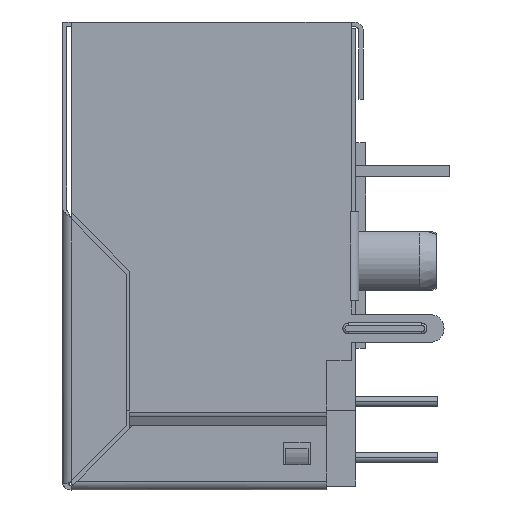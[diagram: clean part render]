
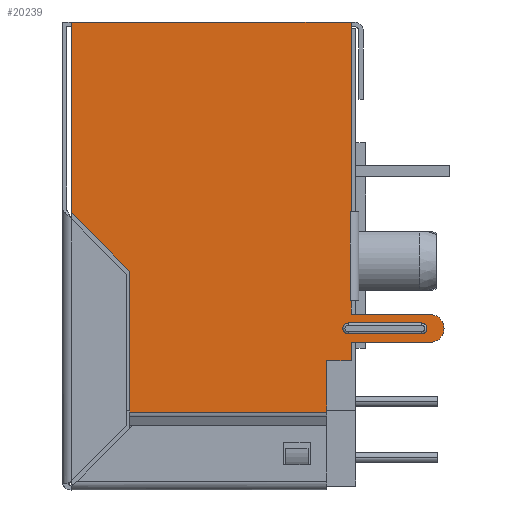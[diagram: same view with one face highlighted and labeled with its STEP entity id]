
A CAD part, left-side view. The second image highlights one B-rep face of the part: STEP entity #20239.
In plain terms, the highlighted planar face has unit normal (-1, 0, 0).
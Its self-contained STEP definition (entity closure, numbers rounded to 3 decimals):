
#18265=DIRECTION('',(0.,0.,1.));
#18266=VECTOR('',#18265,8.617);
#18267=CARTESIAN_POINT('',(-14.92,6.425,2.018));
#18268=LINE('',#18267,#18266);
#18339=DIRECTION('',(0.,-1.,0.));
#18340=VECTOR('',#18339,8.909);
#18341=CARTESIAN_POINT('',(-14.92,3.784,-6.99));
#18342=LINE('',#18341,#18340);
#18347=CARTESIAN_POINT('',(-14.92,-6.259,-1.94));
#18348=CARTESIAN_POINT('',(-14.92,-6.255,-1.968));
#18349=CARTESIAN_POINT('',(-14.92,-6.248,-2.023));
#18350=CARTESIAN_POINT('',(-14.92,-6.236,-2.106));
#18351=CARTESIAN_POINT('',(-14.92,-6.229,-2.162));
#18352=CARTESIAN_POINT('',(-14.92,-6.225,-2.19));
#18354=CARTESIAN_POINT('',(-14.92,-9.8,-3.215));
#18355=DIRECTION('',(1.,0.,0.));
#18356=DIRECTION('',(0.,0.,1.));
#18357=AXIS2_PLACEMENT_3D('',#18354,#18355,#18356);
#18359=DIRECTION('',(0.,0.,-1.));
#18360=VECTOR('',#18359,2.305);
#18361=CARTESIAN_POINT('',(-14.92,-5.125,-4.685));
#18362=LINE('',#18361,#18360);
#18363=DIRECTION('',(0.,0.,1.));
#18364=VECTOR('',#18363,6.366);
#18365=CARTESIAN_POINT('',(-14.92,3.784,-6.99));
#18366=LINE('',#18365,#18364);
#18367=DIRECTION('',(0.,0.707,0.707));
#18368=VECTOR('',#18367,3.736);
#18369=CARTESIAN_POINT('',(-14.92,3.784,-0.624));
#18370=LINE('',#18369,#18368);
#18371=CARTESIAN_POINT('',(-14.92,-6.225,2.305));
#18372=CARTESIAN_POINT('',(-14.92,-6.229,2.277));
#18373=CARTESIAN_POINT('',(-14.92,-6.236,2.221));
#18374=CARTESIAN_POINT('',(-14.92,-6.248,2.138));
#18375=CARTESIAN_POINT('',(-14.92,-6.255,2.083));
#18376=CARTESIAN_POINT('',(-14.92,-6.259,2.055));
#18378=CARTESIAN_POINT('',(-14.92,-6.095,-3.215));
#18379=DIRECTION('',(-1.,0.,0.));
#18380=DIRECTION('',(0.,0.,1.));
#18381=AXIS2_PLACEMENT_3D('',#18378,#18379,#18380);
#18383=CARTESIAN_POINT('',(-14.92,-9.395,-3.215));
#18384=DIRECTION('',(-1.,0.,0.));
#18385=DIRECTION('',(0.,0.,-1.));
#18386=AXIS2_PLACEMENT_3D('',#18383,#18384,#18385);
#18388=DIRECTION('',(0.,0.,1.));
#18389=VECTOR('',#18388,3.995);
#18390=CARTESIAN_POINT('',(-14.92,-6.175,-1.94));
#18391=LINE('',#18390,#18389);
#18453=DIRECTION('',(0.,-1.,0.));
#18454=VECTOR('',#18453,0.084);
#18455=CARTESIAN_POINT('',(-14.92,-6.175,2.055));
#18456=LINE('',#18455,#18454);
#18470=DIRECTION('',(0.,0.,1.));
#18471=VECTOR('',#18470,8.33);
#18472=CARTESIAN_POINT('',(-14.92,-6.225,2.305));
#18473=LINE('',#18472,#18471);
#18568=DIRECTION('',(0.,-1.,0.));
#18569=VECTOR('',#18568,12.65);
#18570=CARTESIAN_POINT('',(-14.92,6.425,10.635));
#18571=LINE('',#18570,#18569);
#19308=DIRECTION('',(0.,-1.,0.));
#19309=VECTOR('',#19308,0.084);
#19310=CARTESIAN_POINT('',(-14.92,-6.175,-1.94));
#19311=LINE('',#19310,#19309);
#19321=DIRECTION('',(0.,0.,1.));
#19322=VECTOR('',#19321,0.4);
#19323=CARTESIAN_POINT('',(-14.92,-6.225,-2.59));
#19324=LINE('',#19323,#19322);
#19325=DIRECTION('',(0.,-1.,0.));
#19326=VECTOR('',#19325,3.575);
#19327=CARTESIAN_POINT('',(-14.92,-6.225,-2.59));
#19328=LINE('',#19327,#19326);
#19345=DIRECTION('',(0.,-1.,0.));
#19346=VECTOR('',#19345,3.575);
#19347=CARTESIAN_POINT('',(-14.92,-6.225,-3.84));
#19348=LINE('',#19347,#19346);
#19361=DIRECTION('',(0.,0.,1.));
#19362=VECTOR('',#19361,0.845);
#19363=CARTESIAN_POINT('',(-14.92,-6.225,-4.685));
#19364=LINE('',#19363,#19362);
#19365=DIRECTION('',(0.,-1.,0.));
#19366=VECTOR('',#19365,1.1);
#19367=CARTESIAN_POINT('',(-14.92,-5.125,-4.685));
#19368=LINE('',#19367,#19366);
#19561=DIRECTION('',(0.,-1.,0.));
#19562=VECTOR('',#19561,3.3);
#19563=CARTESIAN_POINT('',(-14.92,-6.095,-2.965));
#19564=LINE('',#19563,#19562);
#19589=DIRECTION('',(0.,1.,0.));
#19590=VECTOR('',#19589,3.3);
#19591=CARTESIAN_POINT('',(-14.92,-9.395,-3.465));
#19592=LINE('',#19591,#19590);
#19665=CARTESIAN_POINT('',(-14.92,6.425,10.635));
#19666=VERTEX_POINT('',#19665);
#19667=CARTESIAN_POINT('',(-14.92,6.425,2.018));
#19668=VERTEX_POINT('',#19667);
#19716=CARTESIAN_POINT('',(-14.92,-5.125,-6.99));
#19718=VERTEX_POINT('',#19716);
#19729=CARTESIAN_POINT('',(-14.92,-5.125,-4.685));
#19730=VERTEX_POINT('',#19729);
#19732=CARTESIAN_POINT('',(-14.92,3.784,-6.99));
#19734=VERTEX_POINT('',#19732);
#19745=CARTESIAN_POINT('',(-14.92,3.784,-0.624));
#19746=VERTEX_POINT('',#19745);
#19747=CARTESIAN_POINT('',(-14.92,-6.175,-1.94));
#19748=CARTESIAN_POINT('',(-14.92,-6.175,2.055));
#19749=VERTEX_POINT('',#19747);
#19750=VERTEX_POINT('',#19748);
#19751=CARTESIAN_POINT('',(-14.92,-6.259,2.055));
#19752=VERTEX_POINT('',#19751);
#19753=VERTEX_POINT('',#18371);
#19754=CARTESIAN_POINT('',(-14.92,-6.225,10.635));
#19755=VERTEX_POINT('',#19754);
#19756=CARTESIAN_POINT('',(-14.92,-6.225,-4.685));
#19757=VERTEX_POINT('',#19756);
#19758=CARTESIAN_POINT('',(-14.92,-6.225,-3.84));
#19759=VERTEX_POINT('',#19758);
#19760=CARTESIAN_POINT('',(-14.92,-9.8,-3.84));
#19761=VERTEX_POINT('',#19760);
#19762=CARTESIAN_POINT('',(-14.92,-9.8,-2.59));
#19763=VERTEX_POINT('',#19762);
#19764=CARTESIAN_POINT('',(-14.92,-6.225,-2.59));
#19765=VERTEX_POINT('',#19764);
#19766=CARTESIAN_POINT('',(-14.92,-6.225,-2.19));
#19767=VERTEX_POINT('',#19766);
#19768=VERTEX_POINT('',#18347);
#19769=CARTESIAN_POINT('',(-14.92,-6.095,-2.965));
#19770=CARTESIAN_POINT('',(-14.92,-9.395,-2.965));
#19771=VERTEX_POINT('',#19769);
#19772=VERTEX_POINT('',#19770);
#19773=CARTESIAN_POINT('',(-14.92,-9.395,-3.465));
#19774=VERTEX_POINT('',#19773);
#19775=CARTESIAN_POINT('',(-14.92,-6.095,-3.465));
#19776=VERTEX_POINT('',#19775);
#20189=CARTESIAN_POINT('',(-14.92,-2.001,1.822));
#20190=DIRECTION('',(1.,0.,0.));
#20191=DIRECTION('',(0.,0.,-1.));
#20192=AXIS2_PLACEMENT_3D('',#20189,#20190,#20191);
#20193=PLANE('',#20192);
#20195=ORIENTED_EDGE('',*,*,#20194,.F.);
#20197=ORIENTED_EDGE('',*,*,#20196,.T.);
#20199=ORIENTED_EDGE('',*,*,#20198,.T.);
#20201=ORIENTED_EDGE('',*,*,#20200,.F.);
#20203=ORIENTED_EDGE('',*,*,#20202,.T.);
#20205=ORIENTED_EDGE('',*,*,#20204,.T.);
#20207=ORIENTED_EDGE('',*,*,#20206,.F.);
#20209=ORIENTED_EDGE('',*,*,#20208,.F.);
#20211=ORIENTED_EDGE('',*,*,#20210,.F.);
#20213=ORIENTED_EDGE('',*,*,#20212,.T.);
#20214=ORIENTED_EDGE('',*,*,#20180,.F.);
#20215=ORIENTED_EDGE('',*,*,#20169,.T.);
#20217=ORIENTED_EDGE('',*,*,#20216,.T.);
#20218=ORIENTED_EDGE('',*,*,#20055,.T.);
#20220=ORIENTED_EDGE('',*,*,#20219,.T.);
#20222=ORIENTED_EDGE('',*,*,#20221,.F.);
#20224=ORIENTED_EDGE('',*,*,#20223,.T.);
#20226=ORIENTED_EDGE('',*,*,#20225,.F.);
#20227=EDGE_LOOP('',(#20195,#20197,#20199,#20201,#20203,#20205,#20207,#20209,
#20211,#20213,#20214,#20215,#20217,#20218,#20220,#20222,#20224,#20226));
#20228=FACE_OUTER_BOUND('',#20227,.F.);
#20230=ORIENTED_EDGE('',*,*,#20229,.F.);
#20232=ORIENTED_EDGE('',*,*,#20231,.T.);
#20234=ORIENTED_EDGE('',*,*,#20233,.F.);
#20236=ORIENTED_EDGE('',*,*,#20235,.T.);
#20237=EDGE_LOOP('',(#20230,#20232,#20234,#20236));
#20238=FACE_BOUND('',#20237,.F.);
#20239=ADVANCED_FACE('',(#20228,#20238),#20193,.F.);
#18353=B_SPLINE_CURVE_WITH_KNOTS('',3,(#18347,#18348,#18349,#18350,#18351,
#18352),.UNSPECIFIED.,.F.,.F.,(4,1,1,4),(0.,0.333,
0.667,1.),.UNSPECIFIED.);
#18358=CIRCLE('',#18357,0.625);
#18377=B_SPLINE_CURVE_WITH_KNOTS('',3,(#18371,#18372,#18373,#18374,#18375,
#18376),.UNSPECIFIED.,.F.,.F.,(4,1,1,4),(0.,0.333,
0.667,1.),.UNSPECIFIED.);
#18382=CIRCLE('',#18381,0.25);
#18387=CIRCLE('',#18386,0.25);
#20055=EDGE_CURVE('',#19668,#19666,#18268,.T.);
#20169=EDGE_CURVE('',#19734,#19746,#18366,.T.);
#20180=EDGE_CURVE('',#19734,#19718,#18342,.T.);
#20194=EDGE_CURVE('',#19749,#19750,#18391,.T.);
#20196=EDGE_CURVE('',#19749,#19768,#19311,.T.);
#20198=EDGE_CURVE('',#19768,#19767,#18353,.T.);
#20200=EDGE_CURVE('',#19765,#19767,#19324,.T.);
#20202=EDGE_CURVE('',#19765,#19763,#19328,.T.);
#20204=EDGE_CURVE('',#19763,#19761,#18358,.T.);
#20206=EDGE_CURVE('',#19759,#19761,#19348,.T.);
#20208=EDGE_CURVE('',#19757,#19759,#19364,.T.);
#20210=EDGE_CURVE('',#19730,#19757,#19368,.T.);
#20212=EDGE_CURVE('',#19730,#19718,#18362,.T.);
#20216=EDGE_CURVE('',#19746,#19668,#18370,.T.);
#20219=EDGE_CURVE('',#19666,#19755,#18571,.T.);
#20221=EDGE_CURVE('',#19753,#19755,#18473,.T.);
#20223=EDGE_CURVE('',#19753,#19752,#18377,.T.);
#20225=EDGE_CURVE('',#19750,#19752,#18456,.T.);
#20229=EDGE_CURVE('',#19771,#19772,#19564,.T.);
#20231=EDGE_CURVE('',#19771,#19776,#18382,.T.);
#20233=EDGE_CURVE('',#19774,#19776,#19592,.T.);
#20235=EDGE_CURVE('',#19774,#19772,#18387,.T.);
